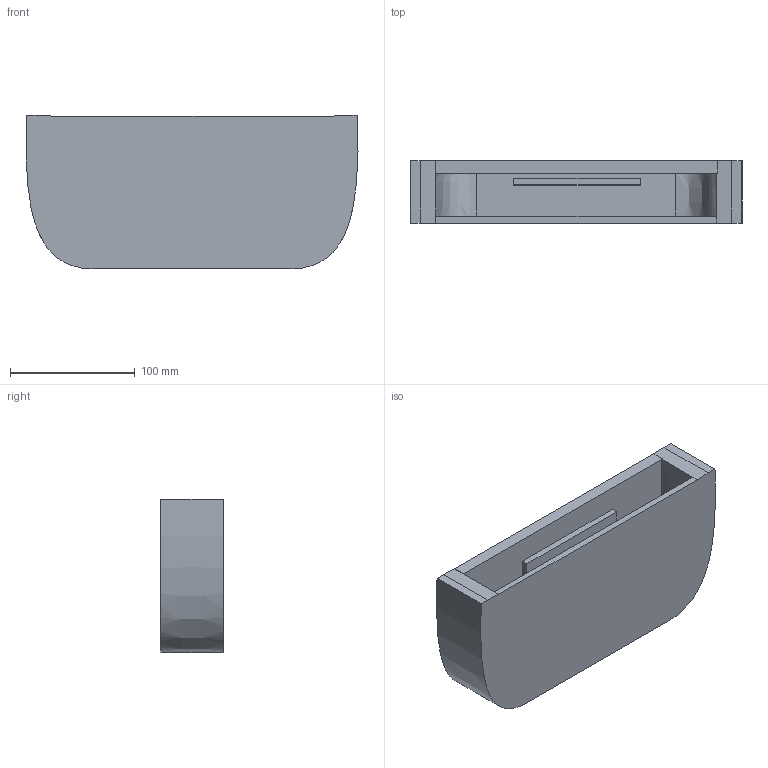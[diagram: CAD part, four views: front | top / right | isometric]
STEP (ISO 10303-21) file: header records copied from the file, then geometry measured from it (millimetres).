
FILE_DESCRIPTION(/* description */ (''),/* implementation_level */ '2;1');
FILE_NAME(/* name */ 'Headset bottom part v1 v1.step',/* time_stamp */ '2017-09-30T12:37:48-04:00',/* author */ ('AmirShawwa'),/* organization */ (''),/* preprocessor_version */ 'ST-DEVELOPER v16.13',/* originating_system */ 'Autodesk Translation Framework v6.5.0.72',/* authorisation */ '');
FILE_SCHEMA (('AUTOMOTIVE_DESIGN { 1 0 10303 214 3 1 1 }'));
Length unit declared in the file: millimetre
Products named in the file (3): Headset bottom part v1 v1; Intel real sense camera R200 v1; Screen v1
Assembly tree (2 placements, depth 2):
  Headset bottom part v1 v1
    Intel real sense camera R200 v1
    Screen v1
Bounding box: 265.63 x 50 x 122.76 mm (x, y, z)
Volume: 774233 mm3; surface area: 182789.6 mm2
Topology: 3 solids, 3 shells, 147 faces, 380 edges, 255 vertices
Faces by surface type: plane 99, bspline 25, cylinder 20, cone 3
Full cylindrical faces by diameter (mm): 1 x1, 6.3 x1, 9 x1
Entity records: 5888 total; most frequent: CARTESIAN_POINT 2186, ORIENTED_EDGE 760, DIRECTION 630, EDGE_CURVE 380, LINE 272, VECTOR 272, VERTEX_POINT 255, AXIS2_PLACEMENT_3D 179
